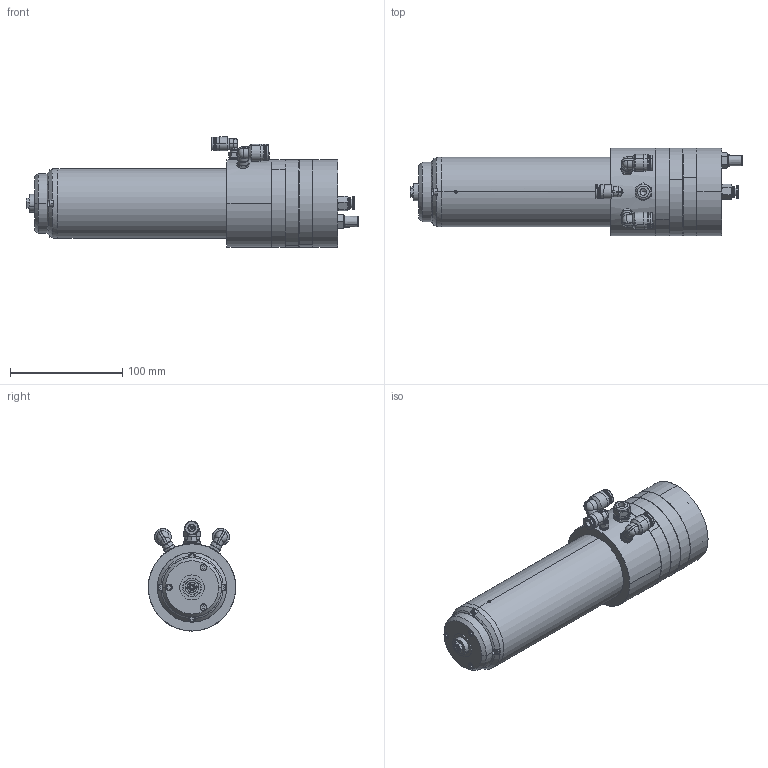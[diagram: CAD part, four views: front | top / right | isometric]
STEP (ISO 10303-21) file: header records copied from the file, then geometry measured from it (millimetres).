
FILE_DESCRIPTION (( 'STEP AP214' ), '1' );
FILE_NAME ('GDL62-60Z-1.8 3D.STEP', '2025-12-26T02:42:52', ( '00' ), ( '' ), 'SwSTEP 2.0', 'SolidWorks 2018', '' );
FILE_SCHEMA (( 'AUTOMOTIVE_DESIGN' ));
Length unit declared in the file: millimetre
Products named in the file (17): PL801; 粣; GDL62-60Z-1.8 3D; BSL01秏汒ん; 躇猾裔; GB／T 77-2000内六角平端紧定螺钉M4×4(45H级); M10x1.0踢扽跡擘芛S14-耳6.5; PL6M5; PC601-S; GB／T 70．1-2000内六角圆柱头螺钉M4×16(8．8级); 綴詰极; 儂褲; GB／T 77-2000内六角平端紧定螺钉M3×4(45H级); 笢詰极; ヶ詰极; GB／T 70．1-2000内六角圆柱头螺钉M3×10(8．8级); ヶ裔
Assembly tree (30 placements, depth 2):
  GDL62-60Z-1.8 3D
    儂褲
    躇猾裔
    ヶ裔
    粣
    ヶ詰极
    笢詰极  x3
    綴詰极
    BSL01秏汒ん
    PC601-S
    PL6M5
    M10x1.0踢扽跡擘芛S14-耳6.5
    GB／T 70．1-2000内六角圆柱头螺钉M4×16(8．8级)  x6
    PL801  x2
    GB／T 70．1-2000内六角圆柱头螺钉M3×10(8．8级)  x7
    GB／T 77-2000内六角平端紧定螺钉M3×4(45H级)
    GB／T 77-2000内六角平端紧定螺钉M4×4(45H级)
Bounding box: 296.4 x 78 x 98.35 mm (x, y, z)
Volume: 982410.5 mm3; surface area: 143082.6 mm2
Topology: 29 solids, 30 shells, 989 faces, 2243 edges, 1367 vertices
Faces by surface type: plane 329, cylinder 296, cone 231, torus 85, bspline 47, sphere 1
Entity records: 21901 total; most frequent: CARTESIAN_POINT 5724, DIRECTION 3288, ORIENTED_EDGE 3020, EDGE_CURVE 1511, AXIS2_PLACEMENT_3D 1359, VERTEX_POINT 939, EDGE_LOOP 761, CIRCLE 699
